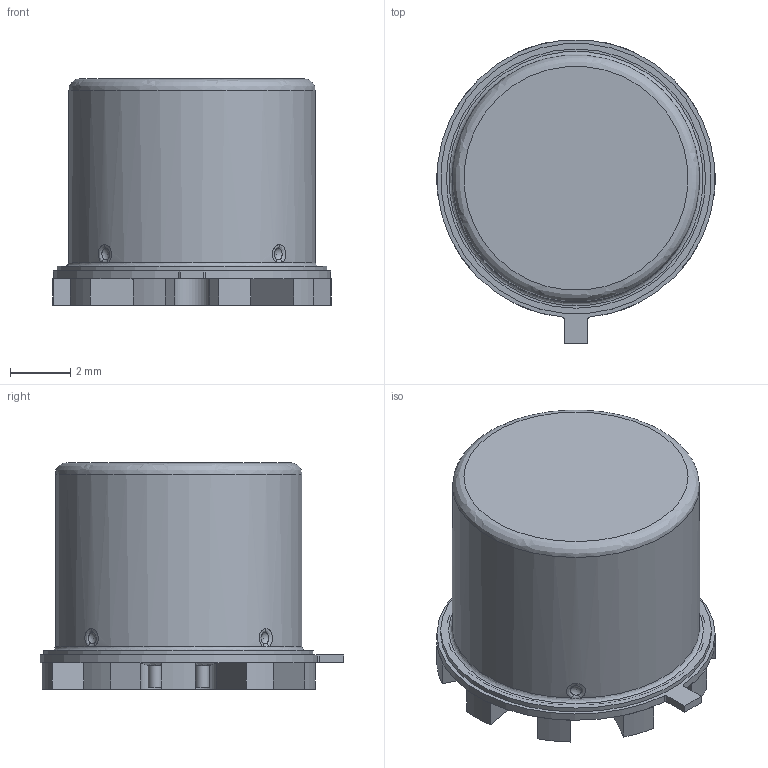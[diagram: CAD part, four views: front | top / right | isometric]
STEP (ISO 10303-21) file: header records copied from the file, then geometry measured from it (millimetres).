
FILE_DESCRIPTION(/* description */ (''),/* implementation_level */ '2;1');
FILE_NAME(/* name */ 'GRF300_RELAY.stp',/* time_stamp */ '2018-08-14T19:05:00-07:00',/* author */ (''),/* organization */ (''),/* preprocessor_version */ 'ST-DEVELOPER v11',/* originating_system */ 'UGS - NX 5.0',/* authorisation */ '');
FILE_SCHEMA (('CONFIG_CONTROL_DESIGN'));
Length unit declared in the file: inch
Products named in the file (8): 400-100-39_GRF_Header Blank; 400-163-3-2_Trimmed_Lead_GRF; 400-155-1-4_Glass Preform; 400-172-20_Ground Shield_TO-5_Shared_ipart; 400-110-8-1; 300-103-128_Header Seal Assembly; 300-105-166_Header Assembly; GRF300
Assembly tree (21 placements, depth 4):
  GRF300
    400-110-8-1
    300-105-166_Header Assembly
      300-103-128_Header Seal Assembly
        400-155-1-4_Glass Preform  x8
        400-163-3-2_Trimmed_Lead_GRF  x8
        400-100-39_GRF_Header Blank
    400-172-20_Ground Shield_TO-5_Shared_ipart
Bounding box: 9.26 x 10.13 x 7.54 mm (x, y, z)
Volume: 127 mm3; surface area: 889.9 mm2
Topology: 19 solids, 19 shells, 199 faces, 513 edges, 334 vertices
Faces by surface type: cylinder 75, plane 65, bspline 33, torus 16, sphere 8, cone 2
Full cylindrical faces by diameter (mm): 0.457 x16, 1.194 x18, 7.62 x1, 7.874 x1, 8.23 x1, 9.017 x1
Entity records: 6290 total; most frequent: CARTESIAN_POINT 1671, DIRECTION 710, ORIENTED_EDGE 666, EDGE_CURVE 333, AXIS2_PLACEMENT_3D 283, VERTEX_POINT 242, EDGE_LOOP 185, LINE 144
